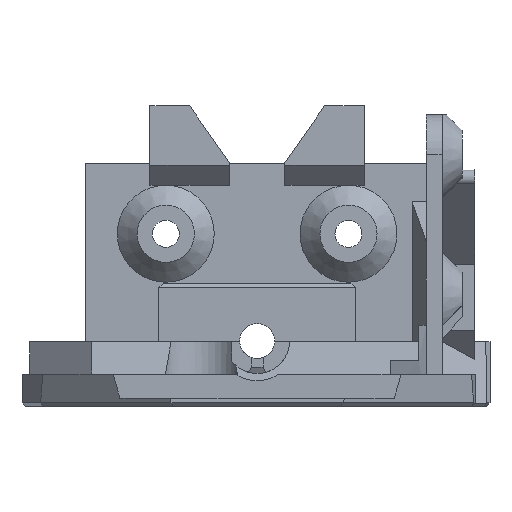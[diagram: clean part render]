
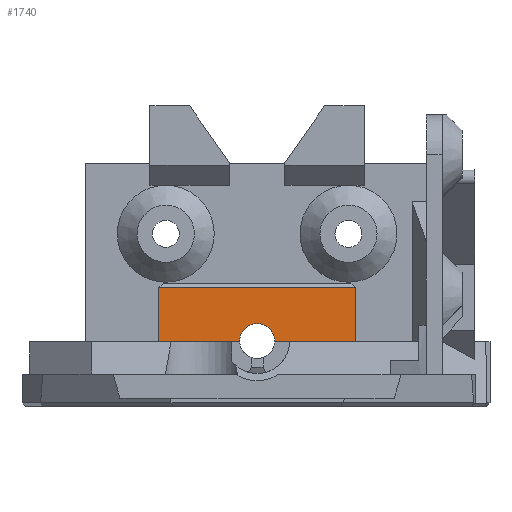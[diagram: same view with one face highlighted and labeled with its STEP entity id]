
A CAD part, front view. The second image highlights one B-rep face of the part: STEP entity #1740.
In plain terms, the highlighted planar face has unit normal (0, -1, 0).
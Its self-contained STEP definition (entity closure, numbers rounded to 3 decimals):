
#130 = DIRECTION ( 'NONE',  ( -1., 0., 0. ) ) ;
#430 = DIRECTION ( 'NONE',  ( 0., 0., 1. ) ) ;
#660 = EDGE_CURVE ( 'NONE', #8305, #1770, #5058, .T. ) ;
#697 = VERTEX_POINT ( 'NONE', #2779 ) ;
#1169 = EDGE_LOOP ( 'NONE', ( #2088, #7227, #7464, #10473, #4454, #1574 ) ) ;
#1574 = ORIENTED_EDGE ( 'NONE', *, *, #4277, .F. ) ;
#1740 = ADVANCED_FACE ( 'NONE', ( #6278 ), #7273, .F. ) ;
#1770 = VERTEX_POINT ( 'NONE', #3779 ) ;
#2088 = ORIENTED_EDGE ( 'NONE', *, *, #660, .F. ) ;
#2094 = CARTESIAN_POINT ( 'NONE',  ( 139.099, -147.605, 138.2 ) ) ;
#2101 = CARTESIAN_POINT ( 'NONE',  ( 139.099, -147.605, 138.2 ) ) ;
#2175 = DIRECTION ( 'NONE',  ( -1., 0., 0. ) ) ;
#2582 = CARTESIAN_POINT ( 'NONE',  ( 114.299, -147.605, 137.6 ) ) ;
#2779 = CARTESIAN_POINT ( 'NONE',  ( 114.299, -147.605, 130.8 ) ) ;
#2875 = AXIS2_PLACEMENT_3D ( 'NONE', #2101, #5499, #430 ) ;
#2881 = EDGE_CURVE ( 'NONE', #8305, #7523, #10204, .T. ) ;
#3033 = CARTESIAN_POINT ( 'NONE',  ( 126.699, -147.605, 130.9 ) ) ;
#3080 = LINE ( 'NONE', #4854, #9394 ) ;
#3337 = CARTESIAN_POINT ( 'NONE',  ( 114.299, -147.605, 137.6 ) ) ;
#3500 = LINE ( 'NONE', #7556, #6103 ) ;
#3553 = DIRECTION ( 'NONE',  ( 0., 0., -1. ) ) ;
#3779 = CARTESIAN_POINT ( 'NONE',  ( 139.099, -147.605, 130.8 ) ) ;
#3866 = DIRECTION ( 'NONE',  ( -1., 0., 0. ) ) ;
#3868 = LINE ( 'NONE', #6932, #6394 ) ;
#3949 = VECTOR ( 'NONE', #130, 1000. ) ;
#4277 = EDGE_CURVE ( 'NONE', #1770, #9346, #3080, .T. ) ;
#4454 = ORIENTED_EDGE ( 'NONE', *, *, #8217, .F. ) ;
#4697 = DIRECTION ( 'NONE',  ( 0., -1., 0. ) ) ;
#4854 = CARTESIAN_POINT ( 'NONE',  ( 126.699, -147.605, 130.8 ) ) ;
#5002 = EDGE_CURVE ( 'NONE', #7523, #697, #3868, .T. ) ;
#5058 = LINE ( 'NONE', #2094, #8235 ) ;
#5147 = CARTESIAN_POINT ( 'NONE',  ( 124.502, -147.605, 130.8 ) ) ;
#5499 = DIRECTION ( 'NONE',  ( 0., 1., 0. ) ) ;
#5945 = DIRECTION ( 'NONE',  ( -1., 0., 0. ) ) ;
#6098 = CARTESIAN_POINT ( 'NONE',  ( 128.897, -147.605, 130.8 ) ) ;
#6103 = VECTOR ( 'NONE', #5945, 1000. ) ;
#6278 = FACE_OUTER_BOUND ( 'NONE', #1169, .T. ) ;
#6394 = VECTOR ( 'NONE', #9511, 1000. ) ;
#6852 = CARTESIAN_POINT ( 'NONE',  ( 139.099, -147.605, 137.6 ) ) ;
#6932 = CARTESIAN_POINT ( 'NONE',  ( 114.299, -147.605, 138.2 ) ) ;
#7169 = AXIS2_PLACEMENT_3D ( 'NONE', #3033, #4697, #3866 ) ;
#7227 = ORIENTED_EDGE ( 'NONE', *, *, #2881, .T. ) ;
#7273 = PLANE ( 'NONE',  #2875 ) ;
#7464 = ORIENTED_EDGE ( 'NONE', *, *, #5002, .T. ) ;
#7523 = VERTEX_POINT ( 'NONE', #3337 ) ;
#7556 = CARTESIAN_POINT ( 'NONE',  ( 126.699, -147.605, 130.8 ) ) ;
#7606 = EDGE_CURVE ( 'NONE', #9376, #697, #3500, .T. ) ;
#8217 = EDGE_CURVE ( 'NONE', #9346, #9376, #8772, .T. ) ;
#8235 = VECTOR ( 'NONE', #3553, 1000. ) ;
#8305 = VERTEX_POINT ( 'NONE', #6852 ) ;
#8772 = CIRCLE ( 'NONE', #7169, 2.2 ) ;
#9346 = VERTEX_POINT ( 'NONE', #6098 ) ;
#9376 = VERTEX_POINT ( 'NONE', #5147 ) ;
#9394 = VECTOR ( 'NONE', #2175, 1000. ) ;
#9511 = DIRECTION ( 'NONE',  ( 0., 0., -1. ) ) ;
#10204 = LINE ( 'NONE', #2582, #3949 ) ;
#10473 = ORIENTED_EDGE ( 'NONE', *, *, #7606, .F. ) ;
